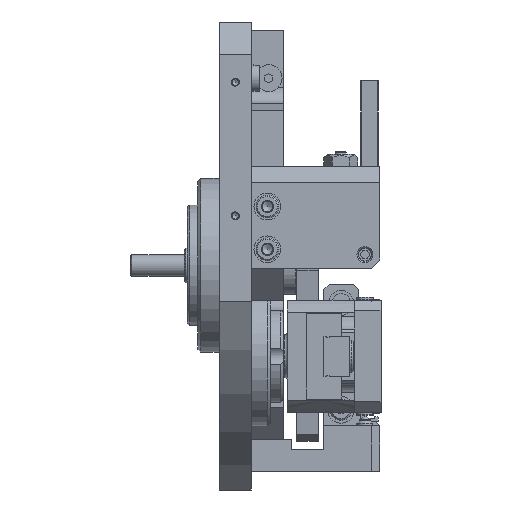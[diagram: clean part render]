
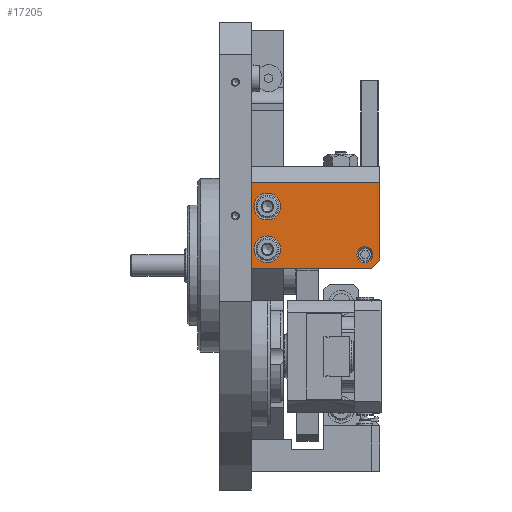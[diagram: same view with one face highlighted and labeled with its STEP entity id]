
A CAD part, front view. The second image highlights one B-rep face of the part: STEP entity #17205.
In plain terms, the highlighted face is planar.
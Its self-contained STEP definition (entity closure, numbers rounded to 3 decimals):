
#1102=PLANE('',#19611);
#1898=LINE('',#29138,#2876);
#1900=LINE('',#29142,#2878);
#1904=LINE('',#29156,#2882);
#1905=LINE('',#29157,#2883);
#1906=LINE('',#29159,#2884);
#2876=VECTOR('',#23741,1000.);
#2878=VECTOR('',#23745,1000.);
#2882=VECTOR('',#23757,1000.);
#2883=VECTOR('',#23758,1000.);
#2884=VECTOR('',#23759,1000.);
#5700=ORIENTED_EDGE('',*,*,#8680,.F.);
#5701=ORIENTED_EDGE('',*,*,#8681,.F.);
#5702=ORIENTED_EDGE('',*,*,#8682,.F.);
#5703=ORIENTED_EDGE('',*,*,#8676,.T.);
#5704=ORIENTED_EDGE('',*,*,#8683,.T.);
#5705=ORIENTED_EDGE('',*,*,#8674,.T.);
#5706=ORIENTED_EDGE('',*,*,#8684,.T.);
#5707=ORIENTED_EDGE('',*,*,#8685,.T.);
#8674=EDGE_CURVE('',#10489,#10491,#1898,.T.);
#8676=EDGE_CURVE('',#10493,#10492,#1900,.T.);
#8680=EDGE_CURVE('',#10496,#10496,#11783,.T.);
#8681=EDGE_CURVE('',#10497,#10497,#11784,.T.);
#8682=EDGE_CURVE('',#10498,#10498,#11785,.T.);
#8683=EDGE_CURVE('',#10492,#10489,#1904,.T.);
#8684=EDGE_CURVE('',#10491,#10499,#1905,.T.);
#8685=EDGE_CURVE('',#10499,#10493,#1906,.T.);
#10489=VERTEX_POINT('',#29133);
#10491=VERTEX_POINT('',#29137);
#10492=VERTEX_POINT('',#29141);
#10493=VERTEX_POINT('',#29143);
#10496=VERTEX_POINT('',#29151);
#10497=VERTEX_POINT('',#29153);
#10498=VERTEX_POINT('',#29155);
#10499=VERTEX_POINT('',#29158);
#11783=CIRCLE('',#19612,3.);
#11784=CIRCLE('',#19613,5.);
#11785=CIRCLE('',#19614,5.);
#13310=EDGE_LOOP('',(#5700));
#13311=EDGE_LOOP('',(#5701));
#13312=EDGE_LOOP('',(#5702));
#13313=EDGE_LOOP('',(#5703,#5704,#5705,#5706,#5707));
#15312=FACE_BOUND('',#13310,.T.);
#15313=FACE_BOUND('',#13311,.T.);
#15314=FACE_BOUND('',#13312,.T.);
#15315=FACE_BOUND('',#13313,.T.);
#17205=ADVANCED_FACE('',(#15312,#15313,#15314,#15315),#1102,.T.);
#19611=AXIS2_PLACEMENT_3D('',#29149,#23749,#23750);
#19612=AXIS2_PLACEMENT_3D('',#29150,#23751,#23752);
#19613=AXIS2_PLACEMENT_3D('',#29152,#23753,#23754);
#19614=AXIS2_PLACEMENT_3D('',#29154,#23755,#23756);
#23741=DIRECTION('',(0.,0.,-1.));
#23745=DIRECTION('',(0.,0.,1.));
#23749=DIRECTION('',(1.,0.,0.));
#23750=DIRECTION('',(0.,0.,-1.));
#23751=DIRECTION('',(1.,0.,0.));
#23752=DIRECTION('',(0.,0.,-1.));
#23753=DIRECTION('',(1.,0.,0.));
#23754=DIRECTION('',(0.,0.,-1.));
#23755=DIRECTION('',(1.,0.,0.));
#23756=DIRECTION('',(0.,0.,-1.));
#23757=DIRECTION('',(0.,-1.,0.));
#23758=DIRECTION('',(0.,1.,0.));
#23759=DIRECTION('',(0.,0.707,0.707));
#29133=CARTESIAN_POINT('',(12.,0.,13.));
#29137=CARTESIAN_POINT('',(12.,0.,-19.));
#29138=CARTESIAN_POINT('',(12.,0.,19.));
#29141=CARTESIAN_POINT('',(12.,48.,13.));
#29142=CARTESIAN_POINT('',(12.,48.,-16.));
#29143=CARTESIAN_POINT('',(12.,48.,-16.));
#29149=CARTESIAN_POINT('',(12.,0.,0.));
#29150=CARTESIAN_POINT('',(12.,42.5,-14.));
#29151=CARTESIAN_POINT('',(12.,42.5,-17.));
#29152=CARTESIAN_POINT('',(12.,6.,4.));
#29153=CARTESIAN_POINT('',(12.,6.,-1.));
#29154=CARTESIAN_POINT('',(12.,6.,-12.));
#29155=CARTESIAN_POINT('',(12.,6.,-17.));
#29156=CARTESIAN_POINT('',(12.,48.,13.));
#29157=CARTESIAN_POINT('',(12.,0.,-19.));
#29158=CARTESIAN_POINT('',(12.,45.,-19.));
#29159=CARTESIAN_POINT('',(12.,45.,-19.));
